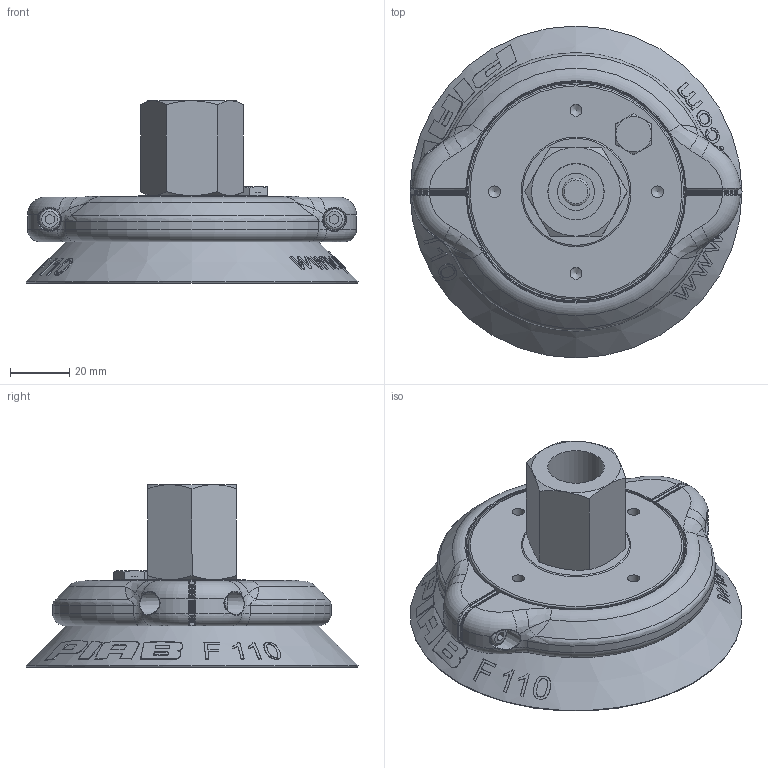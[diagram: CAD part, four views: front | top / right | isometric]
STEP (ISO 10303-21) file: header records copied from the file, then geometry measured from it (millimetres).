
FILE_DESCRIPTION( ( 'Unknown' ), '1' );
FILE_NAME( 'SE-0412698.stp', 'Unknown', ( 'Unknown' ), ( 'Unknown' ), 'PSStep 17.0.49', 'Unknown', ' ' );
FILE_SCHEMA( ( 'AUTOMOTIVE_DESIGN { 1 0 10303 214 1 1 1 1 }' ) );
Length unit declared in the file: millimetre
Products named in the file (20): 3107034; 3107212; 3113783; 0100562; 0103019; 0102944; 0102944-oa0; 0102995; 0102995-oa1; 3150167; 3350034; 3350114; 3350121; 3113859; 3350118; 3113786; 3113929; 0100563; Assem1; SE-0412692
Assembly tree (19 placements, depth 5):
  Assem1
    SE-0412692
    0100563
      0100562
        0103019
        0102944
        0102944-oa0
        0102995
        0102995-oa1
        3150167
        3107034
          3107212
          3113783
      3350034
        3350114
        3350121
        3113859
        3350118
        3113786
        3113929
Bounding box: 112 x 112 x 61.6 mm (x, y, z)
Volume: 224367.7 mm3; surface area: 74491.6 mm2
Topology: 15 solids, 15 shells, 803 faces, 1873 edges, 1137 vertices
Faces by surface type: plane 201, bspline 181, cylinder 180, torus 99, cone 92, extrusion 33, sphere 17
Full cylindrical faces by diameter (mm): 3.1 x2, 3.242 x4, 4 x6, 4.5 x1, 6.4 x1, 7 x10, 7.8 x1, 8 x3, 8.2 x1, 8.7 x1, 9.73 x1, 11.4 x1, 12 x1, 12.5 x1, 18.9 x1, 19 x2, 20.96 x2, 25 x1, 26 x1, 28 x1, 29.8 x1, 30 x1, 36 x1, 41 x1, 42 x1, 67 x1, 68 x1, 72.5 x1, 74 x2, 80 x1
Entity records: 45634 total; most frequent: CARTESIAN_POINT 25460, ORIENTED_EDGE 3354, DIRECTION 2829, EDGE_CURVE 1677, AXIS2_PLACEMENT_3D 1188, VERTEX_POINT 1102, EDGE_LOOP 1008, FACE_OUTER_BOUND 886
